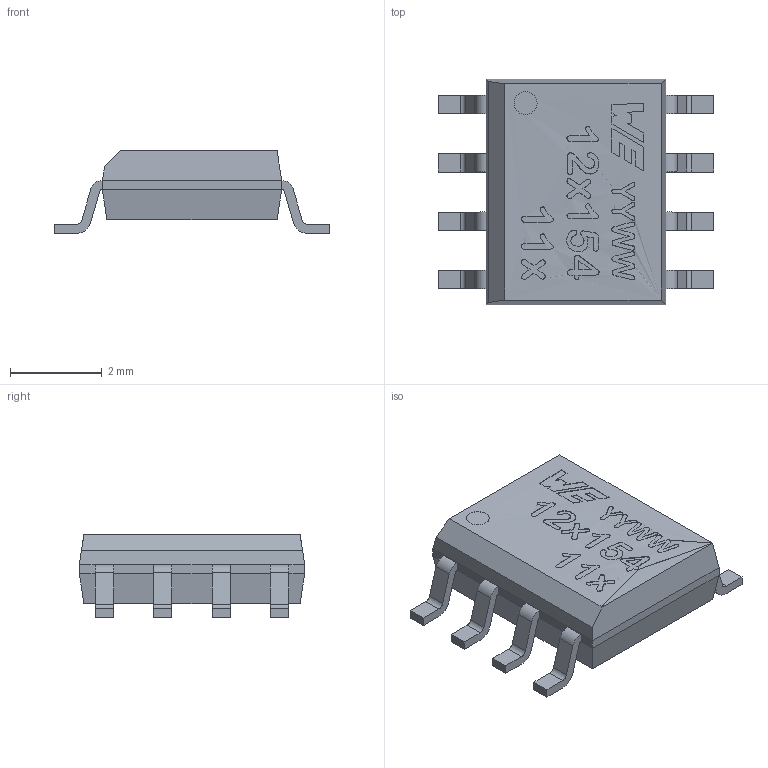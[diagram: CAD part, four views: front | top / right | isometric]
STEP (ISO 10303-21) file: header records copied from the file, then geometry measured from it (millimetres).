
FILE_DESCRIPTION(/* description */ ('Unknown'),/* implementation_level */ '2;1');
FILE_NAME(/* name */ 'U_Wurth_WPME-CDIS-SOIC8NB',/* time_stamp */ '2025-06-06T16:59:35+08:00',/* author */ ('Unknown'),/* organization */ ('Unknown'),/* preprocessor_version */ 'ST-DEVELOPER v19.4',/* originating_system */ 'Solid Edge',/* authorisation */ 'Unknown');
FILE_SCHEMA (('AUTOMOTIVE_DESIGN {1 0 10303 214 3 1 1}'));
Length unit declared in the file: millimetre
Products named in the file (2): U_Wurth_WPME-CDIS-SOIC8NB
Assembly tree (1 placements, depth 2):
  U_Wurth_WPME-CDIS-SOIC8NB
    U_Wurth_WPME-CDIS-SOIC8NB
Bounding box: 6 x 4.9 x 1.8 mm (x, y, z)
Volume: 28.4 mm3; surface area: 76.5 mm2
Topology: 1 solids, 1 shells, 203 faces, 525 edges, 341 vertices
Faces by surface type: plane 153, cylinder 33, bspline 17
Full cylindrical faces by diameter (mm): 0.5 x1
Entity records: 8362 total; most frequent: CARTESIAN_POINT 2130, ORIENTED_EDGE 1048, DIRECTION 868, EDGE_CURVE 524, LINE 360, VECTOR 360, VERTEX_POINT 341, AXIS2_PLACEMENT_3D 254
